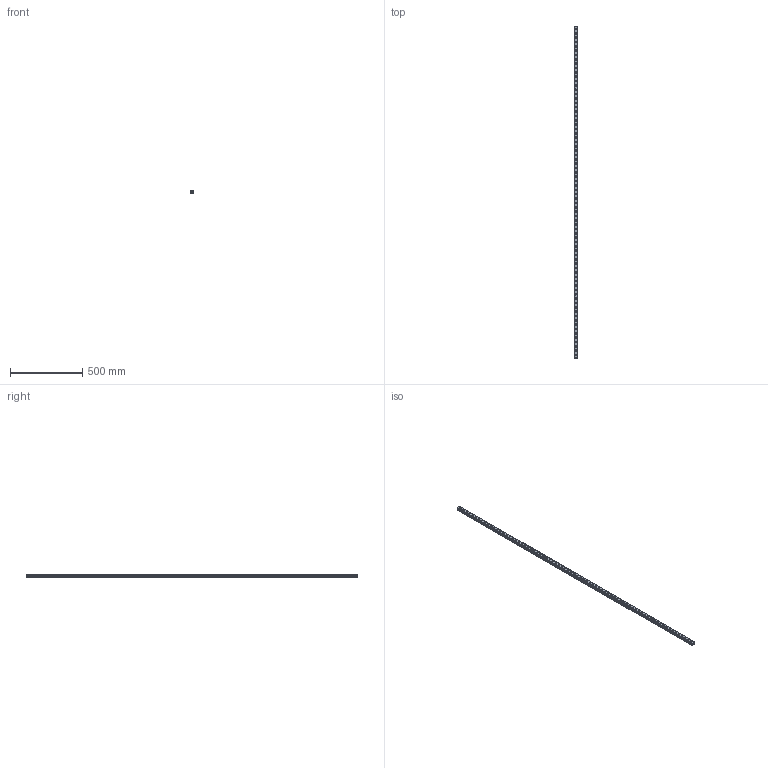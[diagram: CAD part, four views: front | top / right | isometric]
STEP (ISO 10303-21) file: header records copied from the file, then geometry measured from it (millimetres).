
FILE_DESCRIPTION(('STEP AP214'),'1');
FILE_NAME('cctmp_B52968F2-C847-4449-84BE-9183CE5A1AFA_2021_03_11_10_00_17_0737..stp','2021-03-11T09:00:18',('HIWIN GmbH'),('CADClick - www.CADClick.com'),'Spatial InterOp 3D',' ','unknown authorization');
FILE_SCHEMA(('AUTOMOTIVE_DESIGN'));
Length unit declared in the file: millimetre
Products named in the file (1): RGR25R2290H_FILE
Bounding box: 23 x 2290 x 23.6 mm (x, y, z)
Volume: 918775.4 mm3; surface area: 284142.4 mm2
Topology: 1 solids, 1 shells, 801 faces, 1701 edges, 1134 vertices
Faces by surface type: cylinder 474, plane 327
Entity records: 28435 total; most frequent: DIRECTION 4253, CARTESIAN_POINT 3637, ORIENTED_EDGE 3402, AXIS2_PLACEMENT_3D 1750, EDGE_CURVE 1701, VERTEX_POINT 1134, EDGE_LOOP 1033, CIRCLE 948
